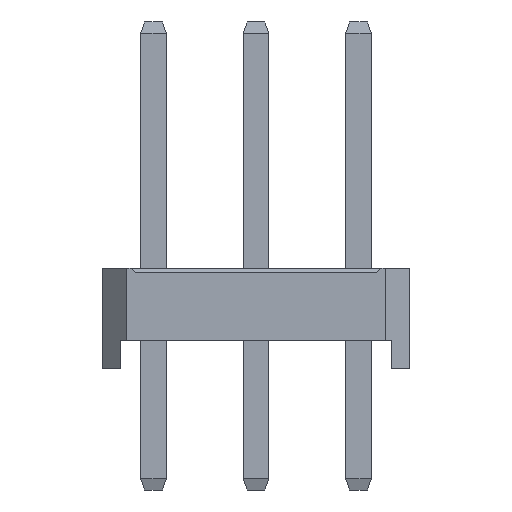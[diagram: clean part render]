
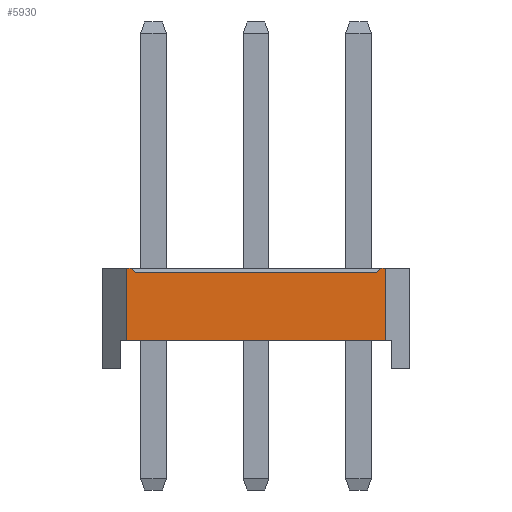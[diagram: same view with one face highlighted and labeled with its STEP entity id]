
A CAD part, left-side view. The second image highlights one B-rep face of the part: STEP entity #5930.
In plain terms, the highlighted planar face has unit normal (-1, 0, 0).
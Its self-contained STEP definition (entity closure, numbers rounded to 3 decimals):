
#5930=ADVANCED_FACE('',(#22465),#22467,.T.);
#22465=FACE_BOUND('',#22466,.T.);
#22466=EDGE_LOOP('',(#35203,#35204,#35205,#35206,#35207,#35208,#35209,#35210));
#22467=PLANE('',#22468);
#22468=AXIS2_PLACEMENT_3D('',#22469,#22470,#22471);
#22469=CARTESIAN_POINT('',(-1.27,5.75,0.));
#22470=DIRECTION('',(-1.,0.,0.));
#22471=DIRECTION('',(0.,-1.,0.));
#35203=ORIENTED_EDGE('',*,*,#43008,.F.);
#35204=ORIENTED_EDGE('',*,*,#43009,.T.);
#35205=ORIENTED_EDGE('',*,*,#43010,.F.);
#35206=ORIENTED_EDGE('',*,*,#41167,.F.);
#35207=ORIENTED_EDGE('',*,*,#43011,.F.);
#35208=ORIENTED_EDGE('',*,*,#40578,.T.);
#35209=ORIENTED_EDGE('',*,*,#43007,.T.);
#35210=ORIENTED_EDGE('',*,*,#41171,.F.);
#40578=EDGE_CURVE('',#45136,#45134,#45137,.T.);
#41167=EDGE_CURVE('',#46312,#46314,#46315,.T.);
#41171=EDGE_CURVE('',#46320,#46322,#46323,.T.);
#43007=EDGE_CURVE('',#45134,#46322,#49341,.T.);
#43008=EDGE_CURVE('',#49342,#46320,#49343,.F.);
#43009=EDGE_CURVE('',#49342,#49344,#49345,.T.);
#43010=EDGE_CURVE('',#46314,#49344,#49346,.F.);
#43011=EDGE_CURVE('',#45136,#46312,#49347,.T.);
#45134=VERTEX_POINT('',#52504);
#45136=VERTEX_POINT('',#52508);
#45137=LINE('',#52509,#52510);
#46312=VERTEX_POINT('',#54860);
#46314=VERTEX_POINT('',#54864);
#46315=LINE('',#54865,#54866);
#46320=VERTEX_POINT('',#54876);
#46322=VERTEX_POINT('',#54880);
#46323=LINE('',#54881,#54882);
#49341=LINE('',#61571,#61572);
#49342=VERTEX_POINT('',#61574);
#49343=LINE('',#61575,#61576);
#49344=VERTEX_POINT('',#61578);
#49345=LINE('',#61579,#61580);
#49346=LINE('',#61582,#61583);
#49347=LINE('',#61585,#61586);
#52504=CARTESIAN_POINT('',(-1.27,-0.67,0.7));
#52508=CARTESIAN_POINT('',(-1.27,5.75,0.7));
#52509=CARTESIAN_POINT('',(-1.27,5.75,0.7));
#52510=VECTOR('',#52511,1.);
#52511=DIRECTION('',(0.,-1.,0.));
#54860=CARTESIAN_POINT('',(-1.27,5.75,2.5));
#54864=CARTESIAN_POINT('',(-1.27,5.63,2.5));
#54865=CARTESIAN_POINT('',(-1.27,5.75,2.5));
#54866=VECTOR('',#54867,1.);
#54867=DIRECTION('',(0.,-1.,0.));
#54876=CARTESIAN_POINT('',(-1.27,-0.55,2.5));
#54880=CARTESIAN_POINT('',(-1.27,-0.67,2.5));
#54881=CARTESIAN_POINT('',(-1.27,-0.55,2.5));
#54882=VECTOR('',#54883,1.);
#54883=DIRECTION('',(0.,-1.,0.));
#61571=CARTESIAN_POINT('',(-1.27,-0.67,0.7));
#61572=VECTOR('',#61573,1.);
#61573=DIRECTION('',(0.,0.,1.));
#61574=CARTESIAN_POINT('',(-1.27,-0.45,2.4));
#61575=CARTESIAN_POINT('',(-1.27,-0.55,2.5));
#61576=VECTOR('',#61577,1.);
#61577=DIRECTION('',(0.,0.707,-0.707));
#61578=CARTESIAN_POINT('',(-1.27,5.53,2.4));
#61579=CARTESIAN_POINT('',(-1.27,-0.45,2.4));
#61580=VECTOR('',#61581,1.);
#61581=DIRECTION('',(0.,1.,0.));
#61582=CARTESIAN_POINT('',(-1.27,5.53,2.4));
#61583=VECTOR('',#61584,1.);
#61584=DIRECTION('',(0.,0.707,0.707));
#61585=CARTESIAN_POINT('',(-1.27,5.75,0.7));
#61586=VECTOR('',#61587,1.);
#61587=DIRECTION('',(0.,0.,1.));
